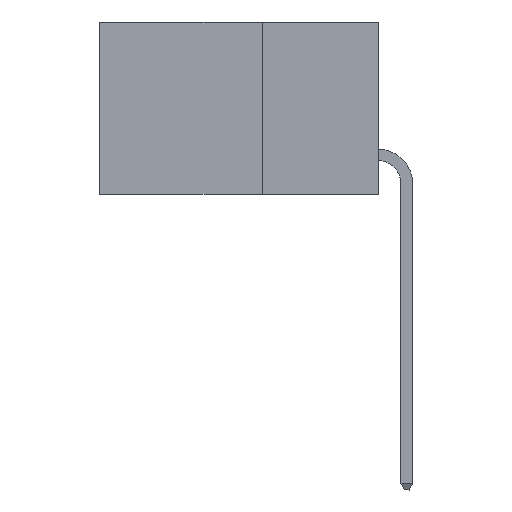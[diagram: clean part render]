
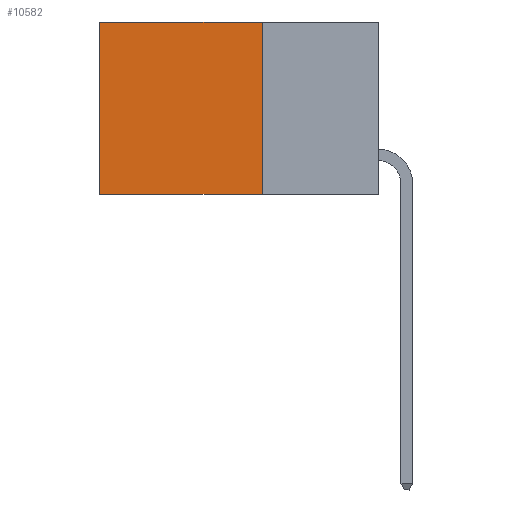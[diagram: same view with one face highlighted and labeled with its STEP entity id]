
A CAD part, left-side view. The second image highlights one B-rep face of the part: STEP entity #10582.
In plain terms, the highlighted planar face has unit normal (-1, 0, 0).
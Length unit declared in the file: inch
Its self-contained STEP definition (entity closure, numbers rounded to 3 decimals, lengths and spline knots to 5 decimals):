
#696 = VECTOR ( 'NONE', #7613, 39.37008 ) ;
#982 = ORIENTED_EDGE ( 'NONE', *, *, #17242, .T. ) ;
#1521 = ORIENTED_EDGE ( 'NONE', *, *, #3562, .T. ) ;
#2089 = DIRECTION ( 'NONE',  ( 0., 0., -1. ) ) ;
#2182 = CARTESIAN_POINT ( 'NONE',  ( 0.298, 0.25, 0. ) ) ;
#2186 = DIRECTION ( 'NONE',  ( 0., 1., 0. ) ) ;
#2311 = VECTOR ( 'NONE', #12435, 39.37008 ) ;
#3562 = EDGE_CURVE ( 'NONE', #16206, #14085, #14047, .T. ) ;
#3839 = VECTOR ( 'NONE', #2089, 39.37008 ) ;
#3914 = DIRECTION ( 'NONE',  ( 1., 0., 0. ) ) ;
#5422 = CARTESIAN_POINT ( 'NONE',  ( 0.298, 0.25, 0. ) ) ;
#5971 = VERTEX_POINT ( 'NONE', #11709 ) ;
#6369 = AXIS2_PLACEMENT_3D ( 'NONE', #9794, #3914, #14147 ) ;
#6607 = FACE_OUTER_BOUND ( 'NONE', #16717, .T. ) ;
#7613 = DIRECTION ( 'NONE',  ( 0., 0., -1. ) ) ;
#9794 = CARTESIAN_POINT ( 'NONE',  ( 0.298, 0.25, 0. ) ) ;
#10232 = ORIENTED_EDGE ( 'NONE', *, *, #14988, .F. ) ;
#10490 = VERTEX_POINT ( 'NONE', #12510 ) ;
#10582 = ADVANCED_FACE ( 'NONE', ( #6607 ), #11226, .F. ) ;
#10610 = LINE ( 'NONE', #14021, #14420 ) ;
#11226 = PLANE ( 'NONE',  #6369 ) ;
#11709 = CARTESIAN_POINT ( 'NONE',  ( 0.298, 0.6, -0.37 ) ) ;
#12413 = CARTESIAN_POINT ( 'NONE',  ( 0.298, 0.25, 0. ) ) ;
#12435 = DIRECTION ( 'NONE',  ( 0., 1., 0. ) ) ;
#12510 = CARTESIAN_POINT ( 'NONE',  ( 0.298, 0.25, -0.37 ) ) ;
#12792 = ORIENTED_EDGE ( 'NONE', *, *, #18190, .F. ) ;
#14021 = CARTESIAN_POINT ( 'NONE',  ( 0.298, 0.25, -0.37 ) ) ;
#14047 = LINE ( 'NONE', #5422, #2311 ) ;
#14085 = VERTEX_POINT ( 'NONE', #14867 ) ;
#14147 = DIRECTION ( 'NONE',  ( 0., 0., -1. ) ) ;
#14420 = VECTOR ( 'NONE', #2186, 39.37008 ) ;
#14867 = CARTESIAN_POINT ( 'NONE',  ( 0.298, 0.6, 0. ) ) ;
#14897 = CARTESIAN_POINT ( 'NONE',  ( 0.298, 0.6, 0. ) ) ;
#14988 = EDGE_CURVE ( 'NONE', #16206, #10490, #15068, .T. ) ;
#15068 = LINE ( 'NONE', #12413, #3839 ) ;
#16206 = VERTEX_POINT ( 'NONE', #2182 ) ;
#16372 = LINE ( 'NONE', #14897, #696 ) ;
#16717 = EDGE_LOOP ( 'NONE', ( #982, #12792, #10232, #1521 ) ) ;
#17242 = EDGE_CURVE ( 'NONE', #14085, #5971, #16372, .T. ) ;
#18190 = EDGE_CURVE ( 'NONE', #10490, #5971, #10610, .T. ) ;
